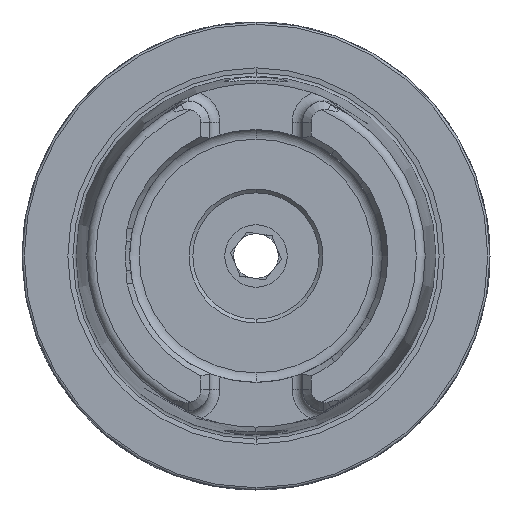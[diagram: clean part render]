
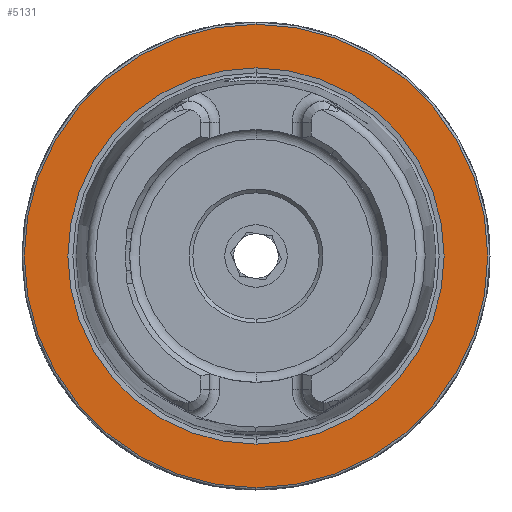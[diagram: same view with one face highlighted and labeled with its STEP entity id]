
A CAD part, left-side view. The second image highlights one B-rep face of the part: STEP entity #5131.
In plain terms, the highlighted planar face has unit normal (-1, 0, 0).
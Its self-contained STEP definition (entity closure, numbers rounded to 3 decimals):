
#412 = CARTESIAN_POINT ( 'NONE',  ( 0., 0., 0. ) ) ;
#413 = DIRECTION ( 'NONE',  ( -1., 0., 0. ) ) ;
#414 = DIRECTION ( 'NONE',  ( 0., 0., 1. ) ) ;
#416 = CARTESIAN_POINT ( 'NONE',  ( 0., 0., 0. ) ) ;
#417 = DIRECTION ( 'NONE',  ( -1., 0., 0. ) ) ;
#418 = DIRECTION ( 'NONE',  ( 0., 0., 1. ) ) ;
#1164 = EDGE_CURVE ( 'NONE', #4916, #4915, #5548, .T. ) ;
#1186 = EDGE_CURVE ( 'NONE', #4911, #4910, #5402, .T. ) ;
#1314 = AXIS2_PLACEMENT_3D ( 'NONE', #2718, #2719, #2717 ) ;
#1325 = AXIS2_PLACEMENT_3D ( 'NONE', #6580, #6579, #6578 ) ;
#1378 = AXIS2_PLACEMENT_3D ( 'NONE', #9397, #9389, #9404 ) ;
#1756 = CIRCLE ( 'NONE', #9959, 31.2 ) ;
#1757 = CIRCLE ( 'NONE', #9961, 25.324 ) ;
#2512 = ORIENTED_EDGE ( 'NONE', *, *, #5659, .T. ) ;
#2522 = ORIENTED_EDGE ( 'NONE', *, *, #1186, .F. ) ;
#2524 = ORIENTED_EDGE ( 'NONE', *, *, #1164, .T. ) ;
#2526 = ORIENTED_EDGE ( 'NONE', *, *, #5660, .F. ) ;
#2717 = DIRECTION ( 'NONE',  ( 0., 0., 1. ) ) ;
#2718 = CARTESIAN_POINT ( 'NONE',  ( 0., 0., 0. ) ) ;
#2719 = DIRECTION ( 'NONE',  ( -1., 0., 0. ) ) ;
#3265 = FACE_OUTER_BOUND ( 'NONE', #10542, .T. ) ;
#3269 = FACE_BOUND ( 'NONE', #10438, .T. ) ;
#4910 = VERTEX_POINT ( 'NONE', #9230 ) ;
#4911 = VERTEX_POINT ( 'NONE', #9231 ) ;
#4915 = VERTEX_POINT ( 'NONE', #9235 ) ;
#4916 = VERTEX_POINT ( 'NONE', #9236 ) ;
#5131 = ADVANCED_FACE ( 'NONE', ( #3269, #3265 ), #9400, .F. ) ;
#5402 = CIRCLE ( 'NONE', #1325, 25.324 ) ;
#5548 = CIRCLE ( 'NONE', #1314, 31.2 ) ;
#5659 = EDGE_CURVE ( 'NONE', #4915, #4916, #1756, .T. ) ;
#5660 = EDGE_CURVE ( 'NONE', #4910, #4911, #1757, .T. ) ;
#6578 = DIRECTION ( 'NONE',  ( 0., 0., 1. ) ) ;
#6579 = DIRECTION ( 'NONE',  ( -1., 0., 0. ) ) ;
#6580 = CARTESIAN_POINT ( 'NONE',  ( 0., 0., 0. ) ) ;
#9230 = CARTESIAN_POINT ( 'NONE',  ( 0., 0., 25.324 ) ) ;
#9231 = CARTESIAN_POINT ( 'NONE',  ( 0., 0., -25.324 ) ) ;
#9235 = CARTESIAN_POINT ( 'NONE',  ( 0., 0., -31.2 ) ) ;
#9236 = CARTESIAN_POINT ( 'NONE',  ( 0., 0., 31.2 ) ) ;
#9389 = DIRECTION ( 'NONE',  ( 1., 0., 0. ) ) ;
#9397 = CARTESIAN_POINT ( 'NONE',  ( 0., 31.2, 0. ) ) ;
#9400 = PLANE ( 'NONE',  #1378 ) ;
#9404 = DIRECTION ( 'NONE',  ( 0., 0., -1. ) ) ;
#9959 = AXIS2_PLACEMENT_3D ( 'NONE', #412, #413, #414 ) ;
#9961 = AXIS2_PLACEMENT_3D ( 'NONE', #416, #417, #418 ) ;
#10438 = EDGE_LOOP ( 'NONE', ( #2526, #2522 ) ) ;
#10542 = EDGE_LOOP ( 'NONE', ( #2524, #2512 ) ) ;
